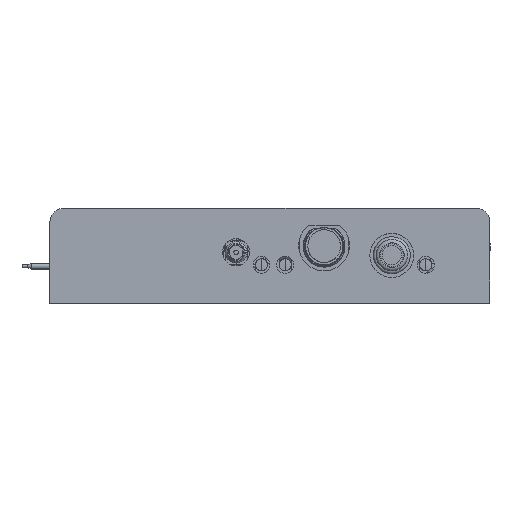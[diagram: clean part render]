
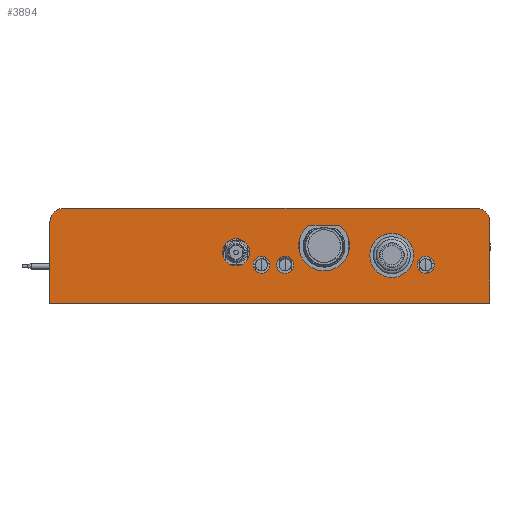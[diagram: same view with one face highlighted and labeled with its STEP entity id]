
A CAD part, top view. The second image highlights one B-rep face of the part: STEP entity #3894.
In plain terms, the highlighted planar face has unit normal (0, 0, 1).
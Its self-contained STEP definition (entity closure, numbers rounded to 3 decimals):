
#84 = FACE_BOUND ( 'NONE', #29919, .T. ) ;
#1265 = EDGE_CURVE ( 'NONE', #4357, #6079, #3973, .T. ) ;
#1372 = CARTESIAN_POINT ( 'NONE',  ( -65., 0., 55. ) ) ;
#2172 = DIRECTION ( 'NONE',  ( 0., -1., 0. ) ) ;
#2299 = CARTESIAN_POINT ( 'NONE',  ( 11.5, 23., 55. ) ) ;
#2436 = ORIENTED_EDGE ( 'NONE', *, *, #1265, .T. ) ;
#2666 = CARTESIAN_POINT ( 'NONE',  ( -65., 28., 55. ) ) ;
#3128 = CARTESIAN_POINT ( 'NONE',  ( 20.5, 23., 55. ) ) ;
#3199 = VERTEX_POINT ( 'NONE', #19085 ) ;
#3221 = DIRECTION ( 'NONE',  ( 0., 1., 0. ) ) ;
#3894 = ADVANCED_FACE ( 'NONE', ( #84, #12668, #32843, #39028, #29323, #35917, #7704 ), #13898, .F. ) ;
#3973 = LINE ( 'NONE', #25999, #11908 ) ;
#4002 = EDGE_CURVE ( 'NONE', #14814, #29557, #11808, .T. ) ;
#4357 = VERTEX_POINT ( 'NONE', #1372 ) ;
#5118 = VECTOR ( 'NONE', #30336, 1000. ) ;
#5416 = EDGE_CURVE ( 'NONE', #6533, #12021, #34751, .T. ) ;
#6079 = VERTEX_POINT ( 'NONE', #8713 ) ;
#6346 = ORIENTED_EDGE ( 'NONE', *, *, #12322, .T. ) ;
#6533 = VERTEX_POINT ( 'NONE', #10044 ) ;
#7275 = DIRECTION ( 'NONE',  ( 1., 0., 0. ) ) ;
#7704 = FACE_OUTER_BOUND ( 'NONE', #31273, .T. ) ;
#8713 = CARTESIAN_POINT ( 'NONE',  ( 65., 0., 55. ) ) ;
#8974 = CARTESIAN_POINT ( 'NONE',  ( -61., 24., 55. ) ) ;
#9003 = AXIS2_PLACEMENT_3D ( 'NONE', #31975, #12823, #28894 ) ;
#9669 = AXIS2_PLACEMENT_3D ( 'NONE', #8974, #39868, #2172 ) ;
#9944 = AXIS2_PLACEMENT_3D ( 'NONE', #31435, #19103, #3221 ) ;
#9985 = CARTESIAN_POINT ( 'NONE',  ( 36., 14.1, 55. ) ) ;
#10044 = CARTESIAN_POINT ( 'NONE',  ( -61., 28., 55. ) ) ;
#10243 = LINE ( 'NONE', #16639, #28196 ) ;
#10348 = CIRCLE ( 'NONE', #9003, 2.5 ) ;
#10403 = CARTESIAN_POINT ( 'NONE',  ( -65., 24., 55. ) ) ;
#10527 = CARTESIAN_POINT ( 'NONE',  ( 16., 17., 55. ) ) ;
#10828 = DIRECTION ( 'NONE',  ( 0., 0., 1. ) ) ;
#11165 = AXIS2_PLACEMENT_3D ( 'NONE', #39812, #39035, #35926 ) ;
#11785 = CARTESIAN_POINT ( 'NONE',  ( 61., 28., 55. ) ) ;
#11808 = LINE ( 'NONE', #2299, #5118 ) ;
#11908 = VECTOR ( 'NONE', #7275, 1000. ) ;
#12021 = VERTEX_POINT ( 'NONE', #10403 ) ;
#12322 = EDGE_CURVE ( 'NONE', #12021, #4357, #37883, .T. ) ;
#12668 = FACE_BOUND ( 'NONE', #37236, .T. ) ;
#12823 = DIRECTION ( 'NONE',  ( 0., 0., 1. ) ) ;
#13027 = EDGE_CURVE ( 'NONE', #13089, #6079, #10243, .T. ) ;
#13089 = VERTEX_POINT ( 'NONE', #36188 ) ;
#13373 = CARTESIAN_POINT ( 'NONE',  ( 11.5, 23., 55. ) ) ;
#13478 = DIRECTION ( 'NONE',  ( 0., -1., 0. ) ) ;
#13484 = AXIS2_PLACEMENT_3D ( 'NONE', #10527, #13591, #29246 ) ;
#13591 = DIRECTION ( 'NONE',  ( 0., 0., 1. ) ) ;
#13898 = PLANE ( 'NONE',  #33421 ) ;
#14715 = EDGE_CURVE ( 'NONE', #22765, #22765, #40780, .T. ) ;
#14814 = VERTEX_POINT ( 'NONE', #3128 ) ;
#15323 = CARTESIAN_POINT ( 'NONE',  ( 4.501, 13.8, 55. ) ) ;
#16536 = LINE ( 'NONE', #31961, #38623 ) ;
#16639 = CARTESIAN_POINT ( 'NONE',  ( 65., 28., 55. ) ) ;
#16711 = EDGE_LOOP ( 'NONE', ( #16795 ) ) ;
#16795 = ORIENTED_EDGE ( 'NONE', *, *, #30187, .F. ) ;
#16820 = EDGE_CURVE ( 'NONE', #13089, #33916, #26289, .T. ) ;
#16887 = ORIENTED_EDGE ( 'NONE', *, *, #13027, .F. ) ;
#17048 = ORIENTED_EDGE ( 'NONE', *, *, #5416, .T. ) ;
#17499 = CARTESIAN_POINT ( 'NONE',  ( -2.5, 11.3, 55. ) ) ;
#17560 = ORIENTED_EDGE ( 'NONE', *, *, #34636, .F. ) ;
#18087 = ORIENTED_EDGE ( 'NONE', *, *, #36615, .F. ) ;
#18207 = VERTEX_POINT ( 'NONE', #39820 ) ;
#18502 = CIRCLE ( 'NONE', #9944, 2.5 ) ;
#19085 = CARTESIAN_POINT ( 'NONE',  ( 46., 13.8, 55. ) ) ;
#19103 = DIRECTION ( 'NONE',  ( 0., 0., 1. ) ) ;
#19248 = DIRECTION ( 'NONE',  ( 0., 0., 1. ) ) ;
#19459 = EDGE_CURVE ( 'NONE', #3199, #3199, #10348, .T. ) ;
#19600 = EDGE_LOOP ( 'NONE', ( #30563 ) ) ;
#19840 = EDGE_CURVE ( 'NONE', #29557, #14814, #20730, .T. ) ;
#20061 = ORIENTED_EDGE ( 'NONE', *, *, #16820, .T. ) ;
#20331 = CIRCLE ( 'NONE', #25524, 2.5 ) ;
#20538 = AXIS2_PLACEMENT_3D ( 'NONE', #9985, #19248, #25200 ) ;
#20730 = CIRCLE ( 'NONE', #13484, 7.5 ) ;
#21501 = VERTEX_POINT ( 'NONE', #15323 ) ;
#21848 = ORIENTED_EDGE ( 'NONE', *, *, #14715, .F. ) ;
#22765 = VERTEX_POINT ( 'NONE', #25647 ) ;
#23365 = DIRECTION ( 'NONE',  ( 0., 0., -1. ) ) ;
#23382 = DIRECTION ( 'NONE',  ( 0., -1., 0. ) ) ;
#25200 = DIRECTION ( 'NONE',  ( 0., 1., 0. ) ) ;
#25524 = AXIS2_PLACEMENT_3D ( 'NONE', #17499, #30039, #26550 ) ;
#25638 = AXIS2_PLACEMENT_3D ( 'NONE', #39044, #10828, #23382 ) ;
#25647 = CARTESIAN_POINT ( 'NONE',  ( -10., 19., 55. ) ) ;
#25786 = DIRECTION ( 'NONE',  ( 1., 0., 0. ) ) ;
#25956 = CARTESIAN_POINT ( 'NONE',  ( 36., 20.6, 55. ) ) ;
#25999 = CARTESIAN_POINT ( 'NONE',  ( 65., 0., 55. ) ) ;
#26289 = CIRCLE ( 'NONE', #25638, 4. ) ;
#26550 = DIRECTION ( 'NONE',  ( 0., 1., 0. ) ) ;
#26760 = ORIENTED_EDGE ( 'NONE', *, *, #19459, .F. ) ;
#27981 = ORIENTED_EDGE ( 'NONE', *, *, #19840, .F. ) ;
#28196 = VECTOR ( 'NONE', #35776, 1000. ) ;
#28204 = DIRECTION ( 'NONE',  ( 0., -1., 0. ) ) ;
#28894 = DIRECTION ( 'NONE',  ( 0., 1., 0. ) ) ;
#29134 = CARTESIAN_POINT ( 'NONE',  ( 65., 28., 55. ) ) ;
#29246 = DIRECTION ( 'NONE',  ( 0., -1., 0. ) ) ;
#29323 = FACE_BOUND ( 'NONE', #35198, .T. ) ;
#29557 = VERTEX_POINT ( 'NONE', #13373 ) ;
#29866 = EDGE_LOOP ( 'NONE', ( #26760 ) ) ;
#29919 = EDGE_LOOP ( 'NONE', ( #17560 ) ) ;
#30039 = DIRECTION ( 'NONE',  ( 0., 0., 1. ) ) ;
#30140 = VECTOR ( 'NONE', #28204, 1000. ) ;
#30187 = EDGE_CURVE ( 'NONE', #18207, #18207, #20331, .T. ) ;
#30336 = DIRECTION ( 'NONE',  ( -1., 0., 0. ) ) ;
#30563 = ORIENTED_EDGE ( 'NONE', *, *, #32933, .F. ) ;
#31273 = EDGE_LOOP ( 'NONE', ( #16887, #20061, #18087, #17048, #6346, #2436 ) ) ;
#31354 = VERTEX_POINT ( 'NONE', #25956 ) ;
#31435 = CARTESIAN_POINT ( 'NONE',  ( 4.501, 11.3, 55. ) ) ;
#31961 = CARTESIAN_POINT ( 'NONE',  ( 65., 28., 55. ) ) ;
#31975 = CARTESIAN_POINT ( 'NONE',  ( 46., 11.3, 55. ) ) ;
#32843 = FACE_BOUND ( 'NONE', #16711, .T. ) ;
#32933 = EDGE_CURVE ( 'NONE', #21501, #21501, #18502, .T. ) ;
#33421 = AXIS2_PLACEMENT_3D ( 'NONE', #29134, #23365, #13478 ) ;
#33916 = VERTEX_POINT ( 'NONE', #11785 ) ;
#34636 = EDGE_CURVE ( 'NONE', #31354, #31354, #35626, .T. ) ;
#34751 = CIRCLE ( 'NONE', #9669, 4. ) ;
#35198 = EDGE_LOOP ( 'NONE', ( #39127, #27981 ) ) ;
#35626 = CIRCLE ( 'NONE', #20538, 6.5 ) ;
#35776 = DIRECTION ( 'NONE',  ( 0., -1., 0. ) ) ;
#35917 = FACE_BOUND ( 'NONE', #29866, .T. ) ;
#35926 = DIRECTION ( 'NONE',  ( 0., 1., 0. ) ) ;
#36188 = CARTESIAN_POINT ( 'NONE',  ( 65., 24., 55. ) ) ;
#36615 = EDGE_CURVE ( 'NONE', #6533, #33916, #16536, .T. ) ;
#37236 = EDGE_LOOP ( 'NONE', ( #21848 ) ) ;
#37883 = LINE ( 'NONE', #2666, #30140 ) ;
#38623 = VECTOR ( 'NONE', #25786, 1000. ) ;
#39028 = FACE_BOUND ( 'NONE', #19600, .T. ) ;
#39035 = DIRECTION ( 'NONE',  ( 0., 0., 1. ) ) ;
#39044 = CARTESIAN_POINT ( 'NONE',  ( 61., 24., 55. ) ) ;
#39127 = ORIENTED_EDGE ( 'NONE', *, *, #4002, .F. ) ;
#39812 = CARTESIAN_POINT ( 'NONE',  ( -10., 15., 55. ) ) ;
#39820 = CARTESIAN_POINT ( 'NONE',  ( -2.5, 13.8, 55. ) ) ;
#39868 = DIRECTION ( 'NONE',  ( 0., 0., 1. ) ) ;
#40780 = CIRCLE ( 'NONE', #11165, 4. ) ;
